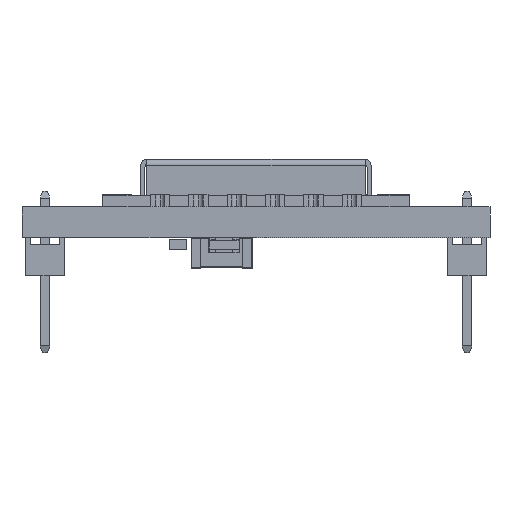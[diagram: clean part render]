
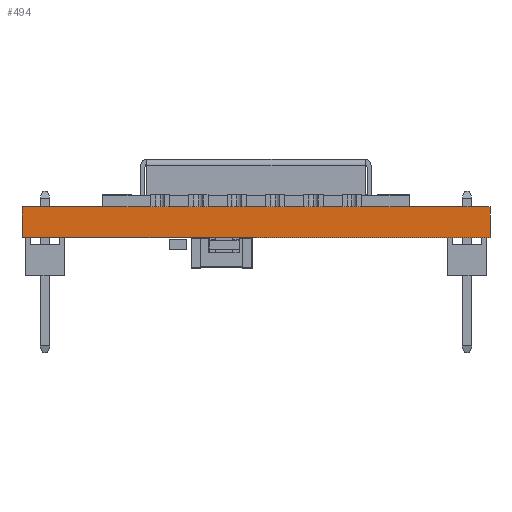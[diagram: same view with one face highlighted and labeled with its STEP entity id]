
A CAD part, front view. The second image highlights one B-rep face of the part: STEP entity #494.
In plain terms, the highlighted planar face has unit normal (0, -1, 0).
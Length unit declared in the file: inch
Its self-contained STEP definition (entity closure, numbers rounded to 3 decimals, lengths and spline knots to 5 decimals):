
#130 = PLANE('',#131);
#131 = AXIS2_PLACEMENT_3D('',#132,#133,#134);
#132 = CARTESIAN_POINT('',(4.59843,-3.04724,-0.063));
#133 = DIRECTION('',(0.,0.,-1.));
#134 = DIRECTION('',(-1.,0.,0.));
#184 = PLANE('',#185);
#185 = AXIS2_PLACEMENT_3D('',#186,#187,#188);
#186 = CARTESIAN_POINT('',(4.59843,-3.04724,0.));
#187 = DIRECTION('',(0.,0.,-1.));
#188 = DIRECTION('',(-1.,0.,0.));
#217 = PLANE('',#218);
#218 = AXIS2_PLACEMENT_3D('',#219,#220,#221);
#219 = CARTESIAN_POINT('',(4.85827,-4.13386,0.));
#220 = DIRECTION('',(1.,0.,0.));
#221 = DIRECTION('',(0.,1.,0.));
#293 = PLANE('',#294);
#294 = AXIS2_PLACEMENT_3D('',#295,#296,#297);
#295 = CARTESIAN_POINT('',(3.89764,-4.13386,0.));
#296 = DIRECTION('',(1.,0.,0.));
#297 = DIRECTION('',(0.,1.,0.));
#351 = EDGE_CURVE('',#352,#354,#356,.T.);
#352 = VERTEX_POINT('',#353);
#353 = CARTESIAN_POINT('',(4.85827,-4.13386,0.));
#354 = VERTEX_POINT('',#355);
#355 = CARTESIAN_POINT('',(4.85827,-4.13386,-0.063));
#356 = SURFACE_CURVE('',#357,(#361,#368),.PCURVE_S1.);
#357 = LINE('',#358,#359);
#358 = CARTESIAN_POINT('',(4.85827,-4.13386,0.));
#359 = VECTOR('',#360,0.03937);
#360 = DIRECTION('',(0.,0.,-1.));
#361 = PCURVE('',#217,#362);
#362 = DEFINITIONAL_REPRESENTATION('',(#363),#367);
#363 = LINE('',#364,#365);
#364 = CARTESIAN_POINT('',(0.,0.));
#365 = VECTOR('',#366,1.);
#366 = DIRECTION('',(0.,-1.));
#367 = ( GEOMETRIC_REPRESENTATION_CONTEXT(2) 
PARAMETRIC_REPRESENTATION_CONTEXT() REPRESENTATION_CONTEXT('2D SPACE',''
  ) );
#368 = PCURVE('',#369,#374);
#369 = PLANE('',#370);
#370 = AXIS2_PLACEMENT_3D('',#371,#372,#373);
#371 = CARTESIAN_POINT('',(3.89764,-4.13386,0.));
#372 = DIRECTION('',(0.,-1.,0.));
#373 = DIRECTION('',(1.,0.,0.));
#374 = DEFINITIONAL_REPRESENTATION('',(#375),#379);
#375 = LINE('',#376,#377);
#376 = CARTESIAN_POINT('',(0.961,0.));
#377 = VECTOR('',#378,1.);
#378 = DIRECTION('',(0.,-1.));
#379 = ( GEOMETRIC_REPRESENTATION_CONTEXT(2) 
PARAMETRIC_REPRESENTATION_CONTEXT() REPRESENTATION_CONTEXT('2D SPACE',''
  ) );
#427 = EDGE_CURVE('',#428,#430,#432,.T.);
#428 = VERTEX_POINT('',#429);
#429 = CARTESIAN_POINT('',(3.89764,-4.13386,0.));
#430 = VERTEX_POINT('',#431);
#431 = CARTESIAN_POINT('',(3.89764,-4.13386,-0.063));
#432 = SURFACE_CURVE('',#433,(#437,#444),.PCURVE_S1.);
#433 = LINE('',#434,#435);
#434 = CARTESIAN_POINT('',(3.89764,-4.13386,0.));
#435 = VECTOR('',#436,0.03937);
#436 = DIRECTION('',(0.,0.,-1.));
#437 = PCURVE('',#293,#438);
#438 = DEFINITIONAL_REPRESENTATION('',(#439),#443);
#439 = LINE('',#440,#441);
#440 = CARTESIAN_POINT('',(0.,0.));
#441 = VECTOR('',#442,1.);
#442 = DIRECTION('',(0.,-1.));
#443 = ( GEOMETRIC_REPRESENTATION_CONTEXT(2) 
PARAMETRIC_REPRESENTATION_CONTEXT() REPRESENTATION_CONTEXT('2D SPACE',''
  ) );
#444 = PCURVE('',#369,#445);
#445 = DEFINITIONAL_REPRESENTATION('',(#446),#450);
#446 = LINE('',#447,#448);
#447 = CARTESIAN_POINT('',(0.,0.));
#448 = VECTOR('',#449,1.);
#449 = DIRECTION('',(0.,-1.));
#450 = ( GEOMETRIC_REPRESENTATION_CONTEXT(2) 
PARAMETRIC_REPRESENTATION_CONTEXT() REPRESENTATION_CONTEXT('2D SPACE',''
  ) );
#494 = ADVANCED_FACE('',(#495),#369,.T.);
#495 = FACE_BOUND('',#496,.T.);
#496 = EDGE_LOOP('',(#497,#498,#519,#520));
#497 = ORIENTED_EDGE('',*,*,#427,.T.);
#498 = ORIENTED_EDGE('',*,*,#499,.T.);
#499 = EDGE_CURVE('',#430,#354,#500,.T.);
#500 = SURFACE_CURVE('',#501,(#505,#512),.PCURVE_S1.);
#501 = LINE('',#502,#503);
#502 = CARTESIAN_POINT('',(3.89764,-4.13386,-0.063));
#503 = VECTOR('',#504,0.03937);
#504 = DIRECTION('',(1.,0.,0.));
#505 = PCURVE('',#369,#506);
#506 = DEFINITIONAL_REPRESENTATION('',(#507),#511);
#507 = LINE('',#508,#509);
#508 = CARTESIAN_POINT('',(0.,-0.063));
#509 = VECTOR('',#510,1.);
#510 = DIRECTION('',(1.,0.));
#511 = ( GEOMETRIC_REPRESENTATION_CONTEXT(2) 
PARAMETRIC_REPRESENTATION_CONTEXT() REPRESENTATION_CONTEXT('2D SPACE',''
  ) );
#512 = PCURVE('',#130,#513);
#513 = DEFINITIONAL_REPRESENTATION('',(#514),#518);
#514 = LINE('',#515,#516);
#515 = CARTESIAN_POINT('',(0.701,-1.087));
#516 = VECTOR('',#517,1.);
#517 = DIRECTION('',(-1.,0.));
#518 = ( GEOMETRIC_REPRESENTATION_CONTEXT(2) 
PARAMETRIC_REPRESENTATION_CONTEXT() REPRESENTATION_CONTEXT('2D SPACE',''
  ) );
#519 = ORIENTED_EDGE('',*,*,#351,.F.);
#520 = ORIENTED_EDGE('',*,*,#521,.F.);
#521 = EDGE_CURVE('',#428,#352,#522,.T.);
#522 = SURFACE_CURVE('',#523,(#527,#534),.PCURVE_S1.);
#523 = LINE('',#524,#525);
#524 = CARTESIAN_POINT('',(3.89764,-4.13386,0.));
#525 = VECTOR('',#526,0.03937);
#526 = DIRECTION('',(1.,0.,0.));
#527 = PCURVE('',#369,#528);
#528 = DEFINITIONAL_REPRESENTATION('',(#529),#533);
#529 = LINE('',#530,#531);
#530 = CARTESIAN_POINT('',(0.,0.));
#531 = VECTOR('',#532,1.);
#532 = DIRECTION('',(1.,0.));
#533 = ( GEOMETRIC_REPRESENTATION_CONTEXT(2) 
PARAMETRIC_REPRESENTATION_CONTEXT() REPRESENTATION_CONTEXT('2D SPACE',''
  ) );
#534 = PCURVE('',#184,#535);
#535 = DEFINITIONAL_REPRESENTATION('',(#536),#540);
#536 = LINE('',#537,#538);
#537 = CARTESIAN_POINT('',(0.701,-1.087));
#538 = VECTOR('',#539,1.);
#539 = DIRECTION('',(-1.,0.));
#540 = ( GEOMETRIC_REPRESENTATION_CONTEXT(2) 
PARAMETRIC_REPRESENTATION_CONTEXT() REPRESENTATION_CONTEXT('2D SPACE',''
  ) );
